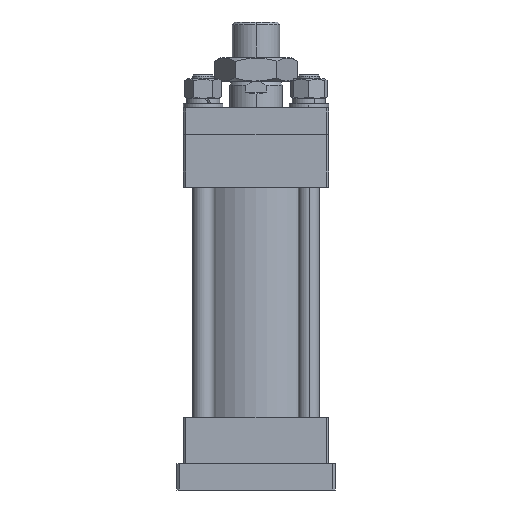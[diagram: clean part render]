
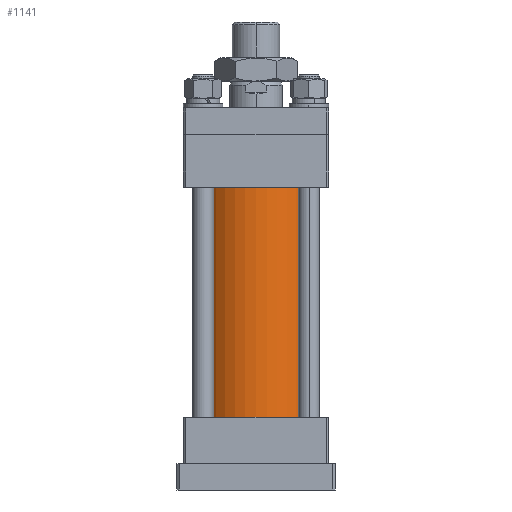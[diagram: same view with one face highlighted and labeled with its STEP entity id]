
A CAD part, front view. The second image highlights one B-rep face of the part: STEP entity #1141.
In plain terms, the highlighted cylindrical face has radius 47 mm (diameter 94 mm), a partial arc.
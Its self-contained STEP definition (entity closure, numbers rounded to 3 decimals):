
#457 = ORIENTED_EDGE ( 'NONE', *, *, #7530, .F. ) ;
#488 = ORIENTED_EDGE ( 'NONE', *, *, #7417, .T. ) ;
#497 = ORIENTED_EDGE ( 'NONE', *, *, #7421, .T. ) ;
#498 = ORIENTED_EDGE ( 'NONE', *, *, #7418, .F. ) ;
#1141 = ADVANCED_FACE ( 'NONE', ( #5962 ), #5958, .T. ) ;
#2292 = CARTESIAN_POINT ( 'NONE',  ( 47., 0., 174. ) ) ;
#2293 = CARTESIAN_POINT ( 'NONE',  ( 47., 0., 0. ) ) ;
#2305 = CARTESIAN_POINT ( 'NONE',  ( -47., 0., 0. ) ) ;
#2308 = CARTESIAN_POINT ( 'NONE',  ( -47., 0., 174. ) ) ;
#2752 = CARTESIAN_POINT ( 'NONE',  ( 0., 0., 0. ) ) ;
#2753 = DIRECTION ( 'NONE',  ( 0., 0., 1. ) ) ;
#2754 = DIRECTION ( 'NONE',  ( 1., 0., 0. ) ) ;
#2755 = CARTESIAN_POINT ( 'NONE',  ( 0., 0., 174. ) ) ;
#2756 = DIRECTION ( 'NONE',  ( 0., 0., 1. ) ) ;
#2757 = DIRECTION ( 'NONE',  ( 1., 0., 0. ) ) ;
#2758 = CARTESIAN_POINT ( 'NONE',  ( -47., 0., 174. ) ) ;
#2764 = DIRECTION ( 'NONE',  ( 0., 0., -1. ) ) ;
#3508 = VECTOR ( 'NONE', #6809, 1000. ) ;
#3513 = LINE ( 'NONE', #6808, #3508 ) ;
#3638 = VECTOR ( 'NONE', #2764, 1000. ) ;
#3642 = LINE ( 'NONE', #2758, #3638 ) ;
#3645 = CIRCLE ( 'NONE', #5785, 47. ) ;
#3647 = CIRCLE ( 'NONE', #5786, 47. ) ;
#4431 = EDGE_LOOP ( 'NONE', ( #457, #498, #497, #488 ) ) ;
#5046 = DIRECTION ( 'NONE',  ( -1., 0., 0. ) ) ;
#5049 = DIRECTION ( 'NONE',  ( 0., 0., -1. ) ) ;
#5050 = CARTESIAN_POINT ( 'NONE',  ( 0., 0., 174. ) ) ;
#5785 = AXIS2_PLACEMENT_3D ( 'NONE', #2755, #2756, #2757 ) ;
#5786 = AXIS2_PLACEMENT_3D ( 'NONE', #2752, #2753, #2754 ) ;
#5958 = CYLINDRICAL_SURFACE ( 'NONE', #8685, 47. ) ;
#5962 = FACE_OUTER_BOUND ( 'NONE', #4431, .T. ) ;
#6808 = CARTESIAN_POINT ( 'NONE',  ( 47., 0., 174. ) ) ;
#6809 = DIRECTION ( 'NONE',  ( 0., 0., -1. ) ) ;
#7417 = EDGE_CURVE ( 'NONE', #8196, #8197, #3647, .T. ) ;
#7418 = EDGE_CURVE ( 'NONE', #8202, #8199, #3645, .T. ) ;
#7421 = EDGE_CURVE ( 'NONE', #8202, #8196, #3642, .T. ) ;
#7530 = EDGE_CURVE ( 'NONE', #8199, #8197, #3513, .T. ) ;
#8196 = VERTEX_POINT ( 'NONE', #2305 ) ;
#8197 = VERTEX_POINT ( 'NONE', #2293 ) ;
#8199 = VERTEX_POINT ( 'NONE', #2292 ) ;
#8202 = VERTEX_POINT ( 'NONE', #2308 ) ;
#8685 = AXIS2_PLACEMENT_3D ( 'NONE', #5050, #5049, #5046 ) ;
